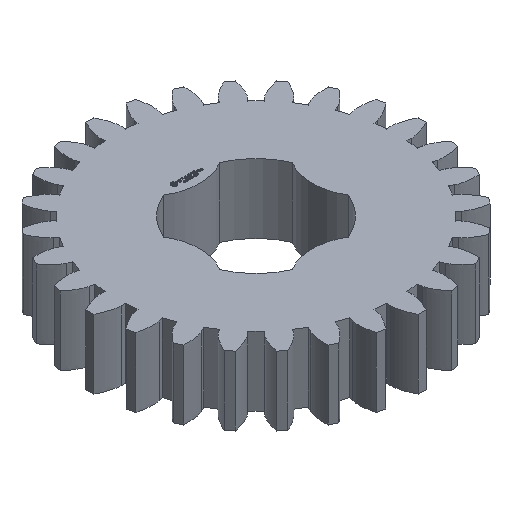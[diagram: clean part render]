
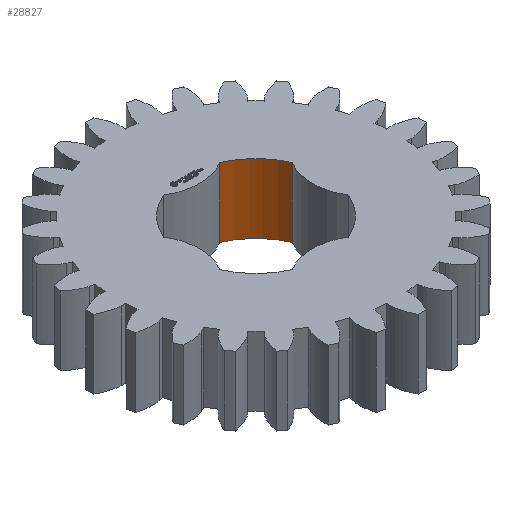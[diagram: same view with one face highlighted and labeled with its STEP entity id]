
A CAD part, isometric view. The second image highlights one B-rep face of the part: STEP entity #28827.
In plain terms, the highlighted cylindrical face has radius 6.35 mm (diameter 12.7 mm), a partial arc.
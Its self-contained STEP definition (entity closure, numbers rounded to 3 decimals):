
#93 = PLANE('',#94);
#94 = AXIS2_PLACEMENT_3D('',#95,#96,#97);
#95 = CARTESIAN_POINT('',(0.,0.,6.25));
#96 = DIRECTION('',(0.,0.,1.));
#97 = DIRECTION('',(1.,0.,0.));
#168 = PLANE('',#169);
#169 = AXIS2_PLACEMENT_3D('',#170,#171,#172);
#170 = CARTESIAN_POINT('',(0.,0.,0.));
#171 = DIRECTION('',(0.,0.,1.));
#172 = DIRECTION('',(1.,0.,0.));
#8210 = VERTEX_POINT('',#8211);
#8211 = CARTESIAN_POINT('',(2.55,5.816,0.));
#8226 = CYLINDRICAL_SURFACE('',#8227,4.9);
#8227 = AXIS2_PLACEMENT_3D('',#8228,#8229,#8230);
#8228 = CARTESIAN_POINT('',(0.,10.,0.));
#8229 = DIRECTION('',(0.,-0.,-1.));
#8230 = DIRECTION('',(0.707,0.707,0.));
#8238 = EDGE_CURVE('',#8239,#8210,#8241,.T.);
#8239 = VERTEX_POINT('',#8240);
#8240 = CARTESIAN_POINT('',(5.816,2.55,0.));
#8241 = SURFACE_CURVE('',#8242,(#8247,#8254),.PCURVE_S1.);
#8242 = CIRCLE('',#8243,6.35);
#8243 = AXIS2_PLACEMENT_3D('',#8244,#8245,#8246);
#8244 = CARTESIAN_POINT('',(0.,0.,0.));
#8245 = DIRECTION('',(0.,-0.,1.));
#8246 = DIRECTION('',(0.707,0.707,0.));
#8247 = PCURVE('',#168,#8248);
#8248 = DEFINITIONAL_REPRESENTATION('',(#8249),#8253);
#8249 = CIRCLE('',#8250,6.35);
#8250 = AXIS2_PLACEMENT_2D('',#8251,#8252);
#8251 = CARTESIAN_POINT('',(0.,0.));
#8252 = DIRECTION('',(0.707,0.707));
#8253 = ( GEOMETRIC_REPRESENTATION_CONTEXT(2) 
PARAMETRIC_REPRESENTATION_CONTEXT() REPRESENTATION_CONTEXT('2D SPACE',''
  ) );
#8254 = PCURVE('',#8255,#8260);
#8255 = CYLINDRICAL_SURFACE('',#8256,6.35);
#8256 = AXIS2_PLACEMENT_3D('',#8257,#8258,#8259);
#8257 = CARTESIAN_POINT('',(0.,0.,0.));
#8258 = DIRECTION('',(0.,-0.,-1.));
#8259 = DIRECTION('',(0.707,0.707,0.));
#8260 = DEFINITIONAL_REPRESENTATION('',(#8261),#8265);
#8261 = LINE('',#8262,#8263);
#8262 = CARTESIAN_POINT('',(-0.,0.));
#8263 = VECTOR('',#8264,1.);
#8264 = DIRECTION('',(-1.,0.));
#8265 = ( GEOMETRIC_REPRESENTATION_CONTEXT(2) 
PARAMETRIC_REPRESENTATION_CONTEXT() REPRESENTATION_CONTEXT('2D SPACE',''
  ) );
#8284 = CYLINDRICAL_SURFACE('',#8285,4.9);
#8285 = AXIS2_PLACEMENT_3D('',#8286,#8287,#8288);
#8286 = CARTESIAN_POINT('',(10.,0.,0.));
#8287 = DIRECTION('',(0.,-0.,-1.));
#8288 = DIRECTION('',(0.707,0.707,0.));
#14074 = VERTEX_POINT('',#14075);
#14075 = CARTESIAN_POINT('',(2.55,5.816,6.25));
#14097 = EDGE_CURVE('',#14098,#14074,#14100,.T.);
#14098 = VERTEX_POINT('',#14099);
#14099 = CARTESIAN_POINT('',(5.816,2.55,6.25));
#14100 = SURFACE_CURVE('',#14101,(#14106,#14113),.PCURVE_S1.);
#14101 = CIRCLE('',#14102,6.35);
#14102 = AXIS2_PLACEMENT_3D('',#14103,#14104,#14105);
#14103 = CARTESIAN_POINT('',(0.,0.,6.25)
  );
#14104 = DIRECTION('',(0.,-0.,1.));
#14105 = DIRECTION('',(0.707,0.707,0.));
#14106 = PCURVE('',#93,#14107);
#14107 = DEFINITIONAL_REPRESENTATION('',(#14108),#14112);
#14108 = CIRCLE('',#14109,6.35);
#14109 = AXIS2_PLACEMENT_2D('',#14110,#14111);
#14110 = CARTESIAN_POINT('',(0.,0.));
#14111 = DIRECTION('',(0.707,0.707));
#14112 = ( GEOMETRIC_REPRESENTATION_CONTEXT(2) 
PARAMETRIC_REPRESENTATION_CONTEXT() REPRESENTATION_CONTEXT('2D SPACE',''
  ) );
#14113 = PCURVE('',#8255,#14114);
#14114 = DEFINITIONAL_REPRESENTATION('',(#14115),#14119);
#14115 = LINE('',#14116,#14117);
#14116 = CARTESIAN_POINT('',(-0.,-6.25));
#14117 = VECTOR('',#14118,1.);
#14118 = DIRECTION('',(-1.,0.));
#14119 = ( GEOMETRIC_REPRESENTATION_CONTEXT(2) 
PARAMETRIC_REPRESENTATION_CONTEXT() REPRESENTATION_CONTEXT('2D SPACE',''
  ) );
#28804 = EDGE_CURVE('',#8239,#14098,#28805,.T.);
#28805 = SURFACE_CURVE('',#28806,(#28810,#28817),.PCURVE_S1.);
#28806 = LINE('',#28807,#28808);
#28807 = CARTESIAN_POINT('',(5.816,2.55,0.));
#28808 = VECTOR('',#28809,1.);
#28809 = DIRECTION('',(0.,0.,1.));
#28810 = PCURVE('',#8284,#28811);
#28811 = DEFINITIONAL_REPRESENTATION('',(#28812),#28816);
#28812 = LINE('',#28813,#28814);
#28813 = CARTESIAN_POINT('',(-1.809,0.));
#28814 = VECTOR('',#28815,1.);
#28815 = DIRECTION('',(-0.,-1.));
#28816 = ( GEOMETRIC_REPRESENTATION_CONTEXT(2) 
PARAMETRIC_REPRESENTATION_CONTEXT() REPRESENTATION_CONTEXT('2D SPACE',''
  ) );
#28817 = PCURVE('',#8255,#28818);
#28818 = DEFINITIONAL_REPRESENTATION('',(#28819),#28823);
#28819 = LINE('',#28820,#28821);
#28820 = CARTESIAN_POINT('',(-5.911,0.));
#28821 = VECTOR('',#28822,1.);
#28822 = DIRECTION('',(-0.,-1.));
#28823 = ( GEOMETRIC_REPRESENTATION_CONTEXT(2) 
PARAMETRIC_REPRESENTATION_CONTEXT() REPRESENTATION_CONTEXT('2D SPACE',''
  ) );
#28827 = ADVANCED_FACE('',(#28828),#8255,.F.);
#28828 = FACE_BOUND('',#28829,.T.);
#28829 = EDGE_LOOP('',(#28830,#28831,#28832,#28853));
#28830 = ORIENTED_EDGE('',*,*,#28804,.T.);
#28831 = ORIENTED_EDGE('',*,*,#14097,.T.);
#28832 = ORIENTED_EDGE('',*,*,#28833,.F.);
#28833 = EDGE_CURVE('',#8210,#14074,#28834,.T.);
#28834 = SURFACE_CURVE('',#28835,(#28839,#28846),.PCURVE_S1.);
#28835 = LINE('',#28836,#28837);
#28836 = CARTESIAN_POINT('',(2.55,5.816,0.));
#28837 = VECTOR('',#28838,1.);
#28838 = DIRECTION('',(0.,0.,1.));
#28839 = PCURVE('',#8255,#28840);
#28840 = DEFINITIONAL_REPRESENTATION('',(#28841),#28845);
#28841 = LINE('',#28842,#28843);
#28842 = CARTESIAN_POINT('',(-6.655,0.));
#28843 = VECTOR('',#28844,1.);
#28844 = DIRECTION('',(-0.,-1.));
#28845 = ( GEOMETRIC_REPRESENTATION_CONTEXT(2) 
PARAMETRIC_REPRESENTATION_CONTEXT() REPRESENTATION_CONTEXT('2D SPACE',''
  ) );
#28846 = PCURVE('',#8226,#28847);
#28847 = DEFINITIONAL_REPRESENTATION('',(#28848),#28852);
#28848 = LINE('',#28849,#28850);
#28849 = CARTESIAN_POINT('',(-4.474,0.));
#28850 = VECTOR('',#28851,1.);
#28851 = DIRECTION('',(-0.,-1.));
#28852 = ( GEOMETRIC_REPRESENTATION_CONTEXT(2) 
PARAMETRIC_REPRESENTATION_CONTEXT() REPRESENTATION_CONTEXT('2D SPACE',''
  ) );
#28853 = ORIENTED_EDGE('',*,*,#8238,.F.);
